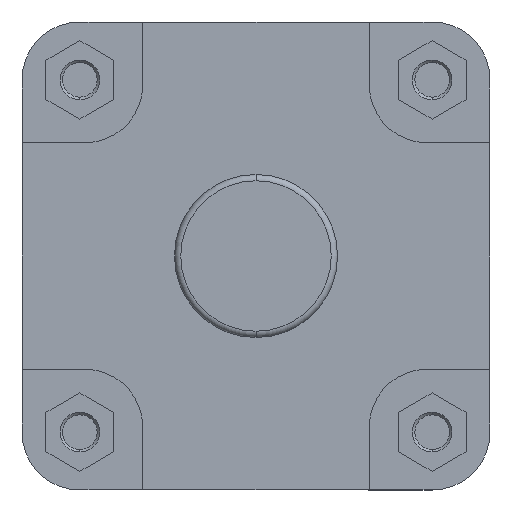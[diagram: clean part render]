
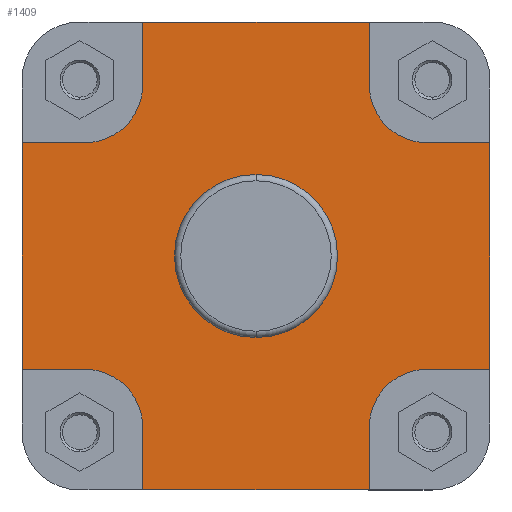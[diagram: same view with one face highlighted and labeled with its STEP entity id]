
A CAD part, left-side view. The second image highlights one B-rep face of the part: STEP entity #1409.
In plain terms, the highlighted planar face has unit normal (-1, 0, 0).
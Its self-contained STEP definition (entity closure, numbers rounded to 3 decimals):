
#6 = VECTOR ( 'NONE', #6940, 1000. ) ;
#8 = VECTOR ( 'NONE', #6942, 1000. ) ;
#15 = CIRCLE ( 'NONE', #5952, 23. ) ;
#16 = LINE ( 'NONE', #6951, #17 ) ;
#17 = VECTOR ( 'NONE', #6952, 1000. ) ;
#23 = LINE ( 'NONE', #6961, #24 ) ;
#24 = VECTOR ( 'NONE', #6962, 1000. ) ;
#27 = LINE ( 'NONE', #6973, #35 ) ;
#29 = CIRCLE ( 'NONE', #5956, 23. ) ;
#35 = VECTOR ( 'NONE', #6976, 1000. ) ;
#39 = CIRCLE ( 'NONE', #5955, 23. ) ;
#40 = LINE ( 'NONE', #6983, #41 ) ;
#41 = VECTOR ( 'NONE', #6984, 1000. ) ;
#50 = LINE ( 'NONE', #6993, #51 ) ;
#51 = VECTOR ( 'NONE', #6994, 1000. ) ;
#54 = LINE ( 'NONE', #6997, #55 ) ;
#55 = VECTOR ( 'NONE', #6998, 1000. ) ;
#60 = LINE ( 'NONE', #7004, #61 ) ;
#61 = VECTOR ( 'NONE', #7005, 1000. ) ;
#64 = LINE ( 'NONE', #7008, #65 ) ;
#65 = VECTOR ( 'NONE', #7009, 1000. ) ;
#72 = CIRCLE ( 'NONE', #5957, 23. ) ;
#79 = LINE ( 'NONE', #7026, #80 ) ;
#80 = VECTOR ( 'NONE', #7027, 1000. ) ;
#81 = LINE ( 'NONE', #7028, #82 ) ;
#82 = VECTOR ( 'NONE', #7029, 1000. ) ;
#330 = FACE_OUTER_BOUND ( 'NONE', #5106, .T. ) ;
#337 = FACE_BOUND ( 'NONE', #5126, .T. ) ;
#508 = CIRCLE ( 'NONE', #5790, 32.4 ) ;
#645 = CIRCLE ( 'NONE', #5823, 32.4 ) ;
#1227 = LINE ( 'NONE', #6939, #6 ) ;
#1231 = LINE ( 'NONE', #6934, #8 ) ;
#1409 = ADVANCED_FACE ( 'NONE', ( #337, #330 ), #3451, .F. ) ;
#1755 = VERTEX_POINT ( 'NONE', #3760 ) ;
#1757 = VERTEX_POINT ( 'NONE', #3762 ) ;
#1760 = VERTEX_POINT ( 'NONE', #3765 ) ;
#1795 = VERTEX_POINT ( 'NONE', #3771 ) ;
#1796 = VERTEX_POINT ( 'NONE', #3772 ) ;
#1797 = VERTEX_POINT ( 'NONE', #3773 ) ;
#1798 = VERTEX_POINT ( 'NONE', #3774 ) ;
#1799 = VERTEX_POINT ( 'NONE', #3775 ) ;
#1800 = VERTEX_POINT ( 'NONE', #3776 ) ;
#1801 = VERTEX_POINT ( 'NONE', #3777 ) ;
#1803 = VERTEX_POINT ( 'NONE', #3778 ) ;
#1804 = VERTEX_POINT ( 'NONE', #3779 ) ;
#1805 = VERTEX_POINT ( 'NONE', #3780 ) ;
#1824 = VERTEX_POINT ( 'NONE', #3799 ) ;
#1825 = VERTEX_POINT ( 'NONE', #3800 ) ;
#1826 = VERTEX_POINT ( 'NONE', #3801 ) ;
#2163 = EDGE_CURVE ( 'NONE', #5542, #5558, #508, .T. ) ;
#2247 = EDGE_CURVE ( 'NONE', #5558, #5542, #645, .T. ) ;
#2614 = EDGE_CURVE ( 'NONE', #1825, #1805, #1227, .T. ) ;
#2615 = EDGE_CURVE ( 'NONE', #1800, #1803, #1231, .T. ) ;
#2617 = EDGE_CURVE ( 'NONE', #1796, #1797, #15, .T. ) ;
#2619 = EDGE_CURVE ( 'NONE', #1798, #1801, #16, .T. ) ;
#2623 = EDGE_CURVE ( 'NONE', #1826, #1825, #23, .T. ) ;
#2625 = EDGE_CURVE ( 'NONE', #1824, #1826, #29, .T. ) ;
#2630 = EDGE_CURVE ( 'NONE', #1801, #1799, #27, .T. ) ;
#2631 = EDGE_CURVE ( 'NONE', #1799, #1800, #39, .T. ) ;
#2633 = EDGE_CURVE ( 'NONE', #1755, #1824, #40, .T. ) ;
#2638 = EDGE_CURVE ( 'NONE', #1804, #1803, #50, .T. ) ;
#2640 = EDGE_CURVE ( 'NONE', #1804, #1795, #54, .T. ) ;
#2643 = EDGE_CURVE ( 'NONE', #1757, #1760, #60, .T. ) ;
#2645 = EDGE_CURVE ( 'NONE', #1797, #1798, #64, .T. ) ;
#2648 = EDGE_CURVE ( 'NONE', #1795, #1757, #72, .T. ) ;
#2653 = EDGE_CURVE ( 'NONE', #1755, #1760, #79, .T. ) ;
#2654 = EDGE_CURVE ( 'NONE', #1805, #1796, #81, .T. ) ;
#2873 = AXIS2_PLACEMENT_3D ( 'NONE', #3440, #3452, #3453 ) ;
#3440 = CARTESIAN_POINT ( 'NONE',  ( 55., 32.4, 0. ) ) ;
#3451 = PLANE ( 'NONE',  #2873 ) ;
#3452 = DIRECTION ( 'NONE',  ( 1., 0., 0. ) ) ;
#3453 = DIRECTION ( 'NONE',  ( 0., 0., -1. ) ) ;
#3760 = CARTESIAN_POINT ( 'NONE',  ( 55., 45., -93. ) ) ;
#3762 = CARTESIAN_POINT ( 'NONE',  ( 55., -45., -68. ) ) ;
#3765 = CARTESIAN_POINT ( 'NONE',  ( 55., -45., -93. ) ) ;
#3771 = CARTESIAN_POINT ( 'NONE',  ( 55., -68., -45. ) ) ;
#3772 = CARTESIAN_POINT ( 'NONE',  ( 55., 68., 45. ) ) ;
#3773 = CARTESIAN_POINT ( 'NONE',  ( 55., 45., 68. ) ) ;
#3774 = CARTESIAN_POINT ( 'NONE',  ( 55., 45., 93. ) ) ;
#3775 = CARTESIAN_POINT ( 'NONE',  ( 55., -45., 68. ) ) ;
#3776 = CARTESIAN_POINT ( 'NONE',  ( 55., -68., 45. ) ) ;
#3777 = CARTESIAN_POINT ( 'NONE',  ( 55., -45., 93. ) ) ;
#3778 = CARTESIAN_POINT ( 'NONE',  ( 55., -93., 45. ) ) ;
#3779 = CARTESIAN_POINT ( 'NONE',  ( 55., -93., -45. ) ) ;
#3780 = CARTESIAN_POINT ( 'NONE',  ( 55., 93., 45. ) ) ;
#3799 = CARTESIAN_POINT ( 'NONE',  ( 55., 45., -68. ) ) ;
#3800 = CARTESIAN_POINT ( 'NONE',  ( 55., 93., -45. ) ) ;
#3801 = CARTESIAN_POINT ( 'NONE',  ( 55., 68., -45. ) ) ;
#4052 = CARTESIAN_POINT ( 'NONE',  ( 55., 0., 0. ) ) ;
#4053 = DIRECTION ( 'NONE',  ( -1., 0., 0. ) ) ;
#4054 = DIRECTION ( 'NONE',  ( 0., 0., 1. ) ) ;
#5106 = EDGE_LOOP ( 'NONE', ( #5259, #5258, #5257, #5256, #5255, #5254, #5253, #5252, #5251, #5250, #5249, #5248, #5247, #5246, #5245, #5244 ) ) ;
#5126 = EDGE_LOOP ( 'NONE', ( #5261, #5260 ) ) ;
#5244 = ORIENTED_EDGE ( 'NONE', *, *, #2633, .F. ) ;
#5245 = ORIENTED_EDGE ( 'NONE', *, *, #2625, .F. ) ;
#5246 = ORIENTED_EDGE ( 'NONE', *, *, #2623, .F. ) ;
#5247 = ORIENTED_EDGE ( 'NONE', *, *, #2614, .F. ) ;
#5248 = ORIENTED_EDGE ( 'NONE', *, *, #2654, .F. ) ;
#5249 = ORIENTED_EDGE ( 'NONE', *, *, #2617, .F. ) ;
#5250 = ORIENTED_EDGE ( 'NONE', *, *, #2645, .F. ) ;
#5251 = ORIENTED_EDGE ( 'NONE', *, *, #2619, .F. ) ;
#5252 = ORIENTED_EDGE ( 'NONE', *, *, #2630, .F. ) ;
#5253 = ORIENTED_EDGE ( 'NONE', *, *, #2631, .F. ) ;
#5254 = ORIENTED_EDGE ( 'NONE', *, *, #2615, .F. ) ;
#5255 = ORIENTED_EDGE ( 'NONE', *, *, #2638, .T. ) ;
#5256 = ORIENTED_EDGE ( 'NONE', *, *, #2640, .F. ) ;
#5257 = ORIENTED_EDGE ( 'NONE', *, *, #2648, .F. ) ;
#5258 = ORIENTED_EDGE ( 'NONE', *, *, #2643, .F. ) ;
#5259 = ORIENTED_EDGE ( 'NONE', *, *, #2653, .T. ) ;
#5260 = ORIENTED_EDGE ( 'NONE', *, *, #2163, .F. ) ;
#5261 = ORIENTED_EDGE ( 'NONE', *, *, #2247, .F. ) ;
#5542 = VERTEX_POINT ( 'NONE', #7059 ) ;
#5558 = VERTEX_POINT ( 'NONE', #7075 ) ;
#5790 = AXIS2_PLACEMENT_3D ( 'NONE', #4052, #4053, #4054 ) ;
#5823 = AXIS2_PLACEMENT_3D ( 'NONE', #6038, #6039, #6040 ) ;
#5952 = AXIS2_PLACEMENT_3D ( 'NONE', #6946, #6947, #6948 ) ;
#5955 = AXIS2_PLACEMENT_3D ( 'NONE', #6977, #6978, #6979 ) ;
#5956 = AXIS2_PLACEMENT_3D ( 'NONE', #6963, #6965, #6966 ) ;
#5957 = AXIS2_PLACEMENT_3D ( 'NONE', #7013, #7016, #7017 ) ;
#6038 = CARTESIAN_POINT ( 'NONE',  ( 55., 0., 0. ) ) ;
#6039 = DIRECTION ( 'NONE',  ( -1., 0., 0. ) ) ;
#6040 = DIRECTION ( 'NONE',  ( 0., 0., 1. ) ) ;
#6934 = CARTESIAN_POINT ( 'NONE',  ( 55., -68., 45. ) ) ;
#6939 = CARTESIAN_POINT ( 'NONE',  ( 55., 93., 0. ) ) ;
#6940 = DIRECTION ( 'NONE',  ( 0., 0., 1. ) ) ;
#6942 = DIRECTION ( 'NONE',  ( 0., -1., 0. ) ) ;
#6946 = CARTESIAN_POINT ( 'NONE',  ( 55., 68., 68. ) ) ;
#6947 = DIRECTION ( 'NONE',  ( -1., 0., 0. ) ) ;
#6948 = DIRECTION ( 'NONE',  ( 0., 0., -1. ) ) ;
#6951 = CARTESIAN_POINT ( 'NONE',  ( 55., -204.741, 93. ) ) ;
#6952 = DIRECTION ( 'NONE',  ( 0., -1., 0. ) ) ;
#6961 = CARTESIAN_POINT ( 'NONE',  ( 55., 68., -45. ) ) ;
#6962 = DIRECTION ( 'NONE',  ( 0., 1., 0. ) ) ;
#6963 = CARTESIAN_POINT ( 'NONE',  ( 55., 68., -68. ) ) ;
#6965 = DIRECTION ( 'NONE',  ( -1., 0., 0. ) ) ;
#6966 = DIRECTION ( 'NONE',  ( 0., 0., -1. ) ) ;
#6973 = CARTESIAN_POINT ( 'NONE',  ( 55., -45., 93. ) ) ;
#6976 = DIRECTION ( 'NONE',  ( 0., 0., -1. ) ) ;
#6977 = CARTESIAN_POINT ( 'NONE',  ( 55., -68., 68. ) ) ;
#6978 = DIRECTION ( 'NONE',  ( -1., 0., 0. ) ) ;
#6979 = DIRECTION ( 'NONE',  ( 0., 0., -1. ) ) ;
#6983 = CARTESIAN_POINT ( 'NONE',  ( 55., 45., -93. ) ) ;
#6984 = DIRECTION ( 'NONE',  ( 0., 0., 1. ) ) ;
#6993 = CARTESIAN_POINT ( 'NONE',  ( 55., -93., 0. ) ) ;
#6994 = DIRECTION ( 'NONE',  ( 0., 0., 1. ) ) ;
#6997 = CARTESIAN_POINT ( 'NONE',  ( 55., -93., -45. ) ) ;
#6998 = DIRECTION ( 'NONE',  ( 0., 1., 0. ) ) ;
#7004 = CARTESIAN_POINT ( 'NONE',  ( 55., -45., -68. ) ) ;
#7005 = DIRECTION ( 'NONE',  ( 0., 0., -1. ) ) ;
#7008 = CARTESIAN_POINT ( 'NONE',  ( 55., 45., 68. ) ) ;
#7009 = DIRECTION ( 'NONE',  ( 0., 0., 1. ) ) ;
#7013 = CARTESIAN_POINT ( 'NONE',  ( 55., -68., -68. ) ) ;
#7016 = DIRECTION ( 'NONE',  ( -1., 0., 0. ) ) ;
#7017 = DIRECTION ( 'NONE',  ( 0., 0., -1. ) ) ;
#7026 = CARTESIAN_POINT ( 'NONE',  ( 55., -204.741, -93. ) ) ;
#7027 = DIRECTION ( 'NONE',  ( 0., -1., 0. ) ) ;
#7028 = CARTESIAN_POINT ( 'NONE',  ( 55., 93., 45. ) ) ;
#7029 = DIRECTION ( 'NONE',  ( 0., -1., 0. ) ) ;
#7059 = CARTESIAN_POINT ( 'NONE',  ( 55., 0., -32.4 ) ) ;
#7075 = CARTESIAN_POINT ( 'NONE',  ( 55., 0., 32.4 ) ) ;
